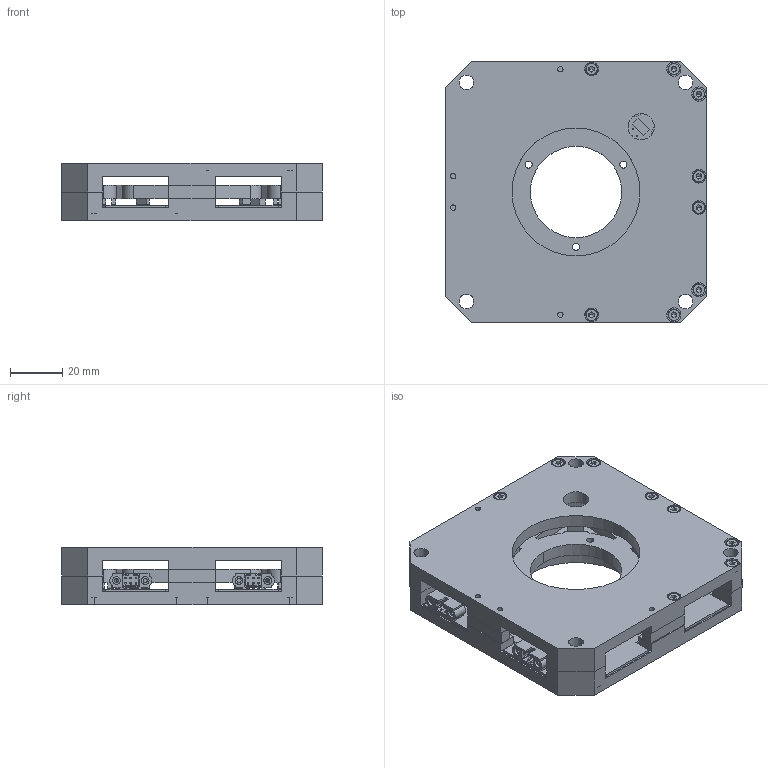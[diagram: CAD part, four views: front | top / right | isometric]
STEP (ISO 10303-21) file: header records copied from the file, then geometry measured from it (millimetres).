
FILE_DESCRIPTION (( 'STEP AP214' ), '1' );
FILE_NAME ('000922_Ass Platine XY200M 01.STEP', '2010-12-07T14:59:45', ( 'Mecanique' ), ( 'Cedrat Technologies' ), 'SwSTEP 2.0', 'SolidWorks 2010', '' );
FILE_SCHEMA (( 'AUTOMOTIVE_DESIGN' ));
Length unit declared in the file: millimetre
Products named in the file (11): Vis A2(50) CHc M02.5 - 018.0 - 018.0_Simplifié; 000930_Plateau Mobile XY200M 01 +0.632_Pour plan interface client; 000929_Ass Plateau Mobille XY200M 01 +0.000_pour plan d''interface; Vis A2(50) CHc M02.5 - 012.0 - 012.0_Simplifié; Vis A2(50) CHc M02.5 - 016.0 - 016.0_Simplifié; 000923_Ass Bati Platine XY200M 01_Configuration XY; 000922_Ass Platine XY200M 01; 004119_PCB XY200M; 004118_Assy PCB XY200M_Configuration XY; 004676_Capot Platine XY200M 01; 001218_Connecteur M80-53006XX
Assembly tree (25 placements, depth 4):
  000922_Ass Platine XY200M 01
    000923_Ass Bati Platine XY200M 01_Configuration XY
      Vis A2(50) CHc M02.5 - 018.0 - 018.0_Simplifié  x8
      Vis A2(50) CHc M02.5 - 016.0 - 016.0_Simplifié  x4
      Vis A2(50) CHc M02.5 - 012.0 - 012.0_Simplifié  x4
      004676_Capot Platine XY200M 01  x2
      004118_Assy PCB XY200M_Configuration XY
        001218_Connecteur M80-53006XX  x2
        004119_PCB XY200M
    000929_Ass Plateau Mobille XY200M 01 +0.000_pour plan d''interface
      000930_Plateau Mobile XY200M 01 +0.632_Pour plan interface client
Bounding box: 100 x 100 x 22 mm (x, y, z)
Volume: 114532.2 mm3; surface area: 76435.2 mm2
Topology: 86 solids, 86 shells, 1594 faces, 3796 edges, 2416 vertices
Faces by surface type: plane 804, cylinder 622, torus 88, cone 80
Entity records: 37821 total; most frequent: DIRECTION 5449, CARTESIAN_POINT 5112, ORIENTED_EDGE 4826, EDGE_CURVE 2413, AXIS2_PLACEMENT_3D 2010, VERTEX_POINT 1589, LINE 1429, VECTOR 1429
